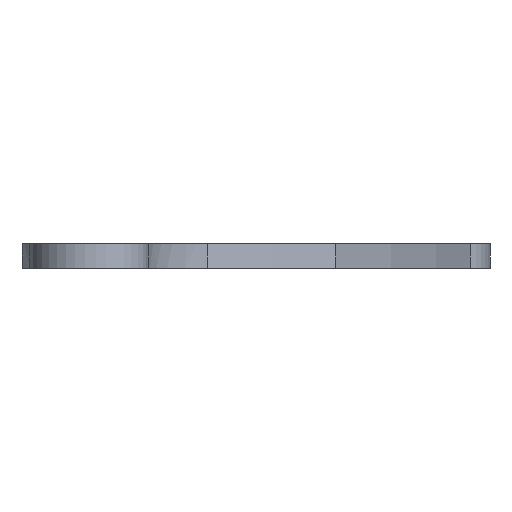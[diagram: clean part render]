
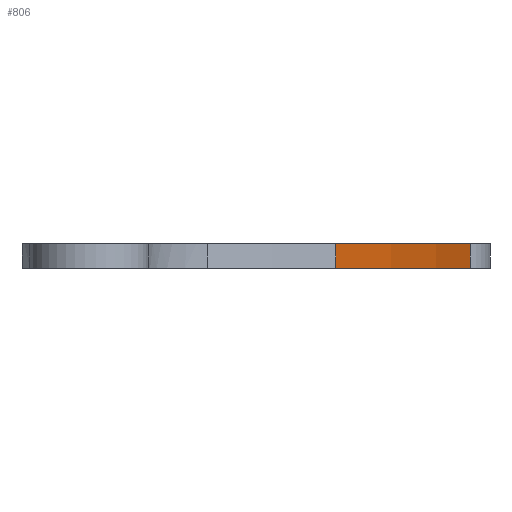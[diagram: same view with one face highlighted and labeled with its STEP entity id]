
A CAD part, left-side view. The second image highlights one B-rep face of the part: STEP entity #806.
In plain terms, the highlighted free-form (B-spline) face has degree [5, 1] with [15, 2] control points.
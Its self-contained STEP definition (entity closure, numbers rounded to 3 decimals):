
#92=FACE_OUTER_BOUND('',#145,.T.);
#145=EDGE_LOOP('',(#666,#667,#668,#669));
#173=LINE('',#1162,#226);
#206=LINE('',#2517,#259);
#226=VECTOR('',#896,10.);
#259=VECTOR('',#989,10.);
#289=(
BOUNDED_CURVE()
B_SPLINE_CURVE(5,(#1503,#1504,#1505,#1506,#1507,#1508,#1509,#1510,#1511),
 .UNSPECIFIED.,.F.,.F.)
B_SPLINE_CURVE_WITH_KNOTS((6,1,1,1,6),(0.,0.1,0.2,0.3,0.347),
 .UNSPECIFIED.)
CURVE()
GEOMETRIC_REPRESENTATION_ITEM()
RATIONAL_B_SPLINE_CURVE((1.,1.,1.,1.,1.,1.,1.,1.,1.))
REPRESENTATION_ITEM('')
);
#308=B_SPLINE_CURVE_WITH_KNOTS('',3,(#1662,#1663,#1664,#1665,#1666,#1667,
#1668,#1669,#1670,#1671,#1672,#1673,#1674,#1675,#1676,#1677,#1678,#1679,
#1680,#1681,#1682,#1683,#1684,#1685,#1686,#1687,#1688,#1689,#1690,#1691,
#1692,#1693,#1694,#1695,#1696,#1697,#1698,#1699,#1700,#1701),
 .UNSPECIFIED.,.F.,.F.,(4,3,3,3,3,3,3,3,3,3,3,3,3,4),(17.238,
17.939,18.831,19.889,20.69,21.417,
22.102,22.756,23.388,24.004,24.612,
25.216,25.813,26.032),.UNSPECIFIED.);
#329=VERTEX_POINT('',#1142);
#330=VERTEX_POINT('',#1161);
#351=VERTEX_POINT('',#1497);
#375=VERTEX_POINT('',#1661);
#411=EDGE_CURVE('',#330,#329,#173,.T.);
#435=EDGE_CURVE('',#351,#329,#289,.T.);
#462=EDGE_CURVE('',#330,#375,#308,.T.);
#511=EDGE_CURVE('',#375,#351,#206,.T.);
#666=ORIENTED_EDGE('',*,*,#411,.T.);
#667=ORIENTED_EDGE('',*,*,#435,.F.);
#668=ORIENTED_EDGE('',*,*,#511,.F.);
#669=ORIENTED_EDGE('',*,*,#462,.F.);
#785=(
BOUNDED_SURFACE()
B_SPLINE_SURFACE(5,1,((#2487,#2488),(#2489,#2490),(#2491,#2492),(#2493,
#2494),(#2495,#2496),(#2497,#2498),(#2499,#2500),(#2501,#2502),(#2503,#2504),
(#2505,#2506),(#2507,#2508),(#2509,#2510),(#2511,#2512),(#2513,#2514),(#2515,
#2516)),.UNSPECIFIED.,.F.,.F.,.F.)
B_SPLINE_SURFACE_WITH_KNOTS((6,1,1,1,1,1,1,1,1,1,6),(2,2),(0.,0.1,0.2,0.3,
0.4,0.5,0.6,0.7,0.8,0.9,1.),(0.,20.),.UNSPECIFIED.)
GEOMETRIC_REPRESENTATION_ITEM()
RATIONAL_B_SPLINE_SURFACE(((1.,1.),(1.,1.),(1.,1.),(1.,1.),(1.,1.),(1.,
1.),(1.,1.),(1.,1.),(1.,1.),(1.,1.),(1.,1.),(1.,1.),(1.,1.),(1.,1.),(1.,
1.)))
REPRESENTATION_ITEM('')
SURFACE()
);
#806=ADVANCED_FACE('',(#92),#785,.F.);
#896=DIRECTION('',(0.,0.,1.));
#989=DIRECTION('',(0.,0.,1.));
#1142=CARTESIAN_POINT('',(161.618,22.305,6.3));
#1161=CARTESIAN_POINT('',(161.618,22.305,0.));
#1162=CARTESIAN_POINT('',(161.618,22.305,6.3));
#1497=CARTESIAN_POINT('',(92.086,56.255,6.3));
#1503=CARTESIAN_POINT('Ctrl Pts',(92.086,56.255,6.3));
#1504=CARTESIAN_POINT('Ctrl Pts',(95.739,53.616,6.3));
#1505=CARTESIAN_POINT('Ctrl Pts',(103.141,48.527,6.3));
#1506=CARTESIAN_POINT('Ctrl Pts',(114.535,41.462,6.3));
#1507=CARTESIAN_POINT('Ctrl Pts',(128.242,34.28,6.3));
#1508=CARTESIAN_POINT('Ctrl Pts',(142.579,28.334,6.3));
#1509=CARTESIAN_POINT('Ctrl Pts',(153.129,24.766,6.3));
#1510=CARTESIAN_POINT('Ctrl Pts',(159.541,22.885,6.3));
#1511=CARTESIAN_POINT('Ctrl Pts',(161.618,22.305,6.3));
#1661=CARTESIAN_POINT('',(92.086,56.255,0.));
#1662=CARTESIAN_POINT('Ctrl Pts',(161.618,22.305,0.));
#1663=CARTESIAN_POINT('Ctrl Pts',(159.599,22.869,0.));
#1664=CARTESIAN_POINT('Ctrl Pts',(157.595,23.462,0.));
#1665=CARTESIAN_POINT('Ctrl Pts',(155.605,24.083,0.));
#1666=CARTESIAN_POINT('Ctrl Pts',(153.074,24.874,0.));
#1667=CARTESIAN_POINT('Ctrl Pts',(150.566,25.71,0.));
#1668=CARTESIAN_POINT('Ctrl Pts',(148.082,26.592,0.));
#1669=CARTESIAN_POINT('Ctrl Pts',(145.13,27.639,0.));
#1670=CARTESIAN_POINT('Ctrl Pts',(142.211,28.75,0.));
#1671=CARTESIAN_POINT('Ctrl Pts',(139.323,29.923,0.));
#1672=CARTESIAN_POINT('Ctrl Pts',(137.14,30.81,0.));
#1673=CARTESIAN_POINT('Ctrl Pts',(134.975,31.732,0.));
#1674=CARTESIAN_POINT('Ctrl Pts',(132.827,32.688,0.));
#1675=CARTESIAN_POINT('Ctrl Pts',(130.877,33.556,0.));
#1676=CARTESIAN_POINT('Ctrl Pts',(128.942,34.453,0.));
#1677=CARTESIAN_POINT('Ctrl Pts',(127.02,35.378,0.));
#1678=CARTESIAN_POINT('Ctrl Pts',(125.21,36.249,0.));
#1679=CARTESIAN_POINT('Ctrl Pts',(123.412,37.145,0.));
#1680=CARTESIAN_POINT('Ctrl Pts',(121.626,38.066,0.));
#1681=CARTESIAN_POINT('Ctrl Pts',(119.92,38.946,0.));
#1682=CARTESIAN_POINT('Ctrl Pts',(118.224,39.848,0.));
#1683=CARTESIAN_POINT('Ctrl Pts',(116.54,40.772,0.));
#1684=CARTESIAN_POINT('Ctrl Pts',(114.917,41.662,0.));
#1685=CARTESIAN_POINT('Ctrl Pts',(113.304,42.573,0.));
#1686=CARTESIAN_POINT('Ctrl Pts',(111.701,43.504,0.));
#1687=CARTESIAN_POINT('Ctrl Pts',(110.135,44.414,0.));
#1688=CARTESIAN_POINT('Ctrl Pts',(108.578,45.343,0.));
#1689=CARTESIAN_POINT('Ctrl Pts',(107.032,46.291,0.));
#1690=CARTESIAN_POINT('Ctrl Pts',(105.507,47.226,0.));
#1691=CARTESIAN_POINT('Ctrl Pts',(103.991,48.179,0.));
#1692=CARTESIAN_POINT('Ctrl Pts',(102.485,49.151,0.));
#1693=CARTESIAN_POINT('Ctrl Pts',(100.99,50.115,0.));
#1694=CARTESIAN_POINT('Ctrl Pts',(99.504,51.097,0.));
#1695=CARTESIAN_POINT('Ctrl Pts',(98.028,52.097,0.));
#1696=CARTESIAN_POINT('Ctrl Pts',(96.567,53.087,0.));
#1697=CARTESIAN_POINT('Ctrl Pts',(95.115,54.094,0.));
#1698=CARTESIAN_POINT('Ctrl Pts',(93.672,55.119,0.));
#1699=CARTESIAN_POINT('Ctrl Pts',(93.142,55.495,0.));
#1700=CARTESIAN_POINT('Ctrl Pts',(92.613,55.874,0.));
#1701=CARTESIAN_POINT('Ctrl Pts',(92.086,56.255,0.));
#2487=CARTESIAN_POINT('Ctrl Pts',(92.086,56.255,6.3));
#2488=CARTESIAN_POINT('Ctrl Pts',(92.086,56.255,-193.7));
#2489=CARTESIAN_POINT('Ctrl Pts',(95.739,53.616,6.3));
#2490=CARTESIAN_POINT('Ctrl Pts',(95.739,53.616,-193.7));
#2491=CARTESIAN_POINT('Ctrl Pts',(103.141,48.527,6.3));
#2492=CARTESIAN_POINT('Ctrl Pts',(103.141,48.527,-193.7));
#2493=CARTESIAN_POINT('Ctrl Pts',(114.535,41.462,6.3));
#2494=CARTESIAN_POINT('Ctrl Pts',(114.535,41.462,-193.7));
#2495=CARTESIAN_POINT('Ctrl Pts',(130.314,33.194,6.3));
#2496=CARTESIAN_POINT('Ctrl Pts',(130.314,33.194,-193.7));
#2497=CARTESIAN_POINT('Ctrl Pts',(151.082,24.907,6.3));
#2498=CARTESIAN_POINT('Ctrl Pts',(151.082,24.907,-193.7));
#2499=CARTESIAN_POINT('Ctrl Pts',(172.974,18.826,6.3));
#2500=CARTESIAN_POINT('Ctrl Pts',(172.974,18.826,-193.7));
#2501=CARTESIAN_POINT('Ctrl Pts',(196.062,15.091,6.3));
#2502=CARTESIAN_POINT('Ctrl Pts',(196.062,15.091,-193.7));
#2503=CARTESIAN_POINT('Ctrl Pts',(220.351,13.71,6.3));
#2504=CARTESIAN_POINT('Ctrl Pts',(220.351,13.71,-193.7));
#2505=CARTESIAN_POINT('Ctrl Pts',(245.758,14.524,6.3));
#2506=CARTESIAN_POINT('Ctrl Pts',(245.758,14.524,-193.7));
#2507=CARTESIAN_POINT('Ctrl Pts',(272.186,17.337,6.3));
#2508=CARTESIAN_POINT('Ctrl Pts',(272.186,17.337,-193.7));
#2509=CARTESIAN_POINT('Ctrl Pts',(294.069,21.042,6.3));
#2510=CARTESIAN_POINT('Ctrl Pts',(294.069,21.042,-193.7));
#2511=CARTESIAN_POINT('Ctrl Pts',(310.871,24.585,6.3));
#2512=CARTESIAN_POINT('Ctrl Pts',(310.871,24.585,-193.7));
#2513=CARTESIAN_POINT('Ctrl Pts',(322.242,27.281,6.3));
#2514=CARTESIAN_POINT('Ctrl Pts',(322.242,27.281,-193.7));
#2515=CARTESIAN_POINT('Ctrl Pts',(327.971,28.712,6.3));
#2516=CARTESIAN_POINT('Ctrl Pts',(327.971,28.712,-193.7));
#2517=CARTESIAN_POINT('',(92.086,56.255,6.3));
